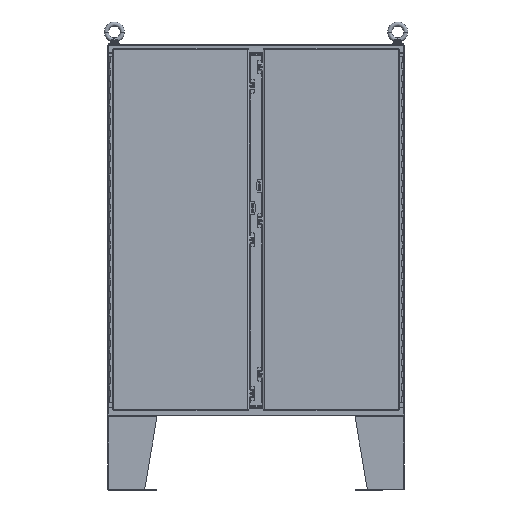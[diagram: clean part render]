
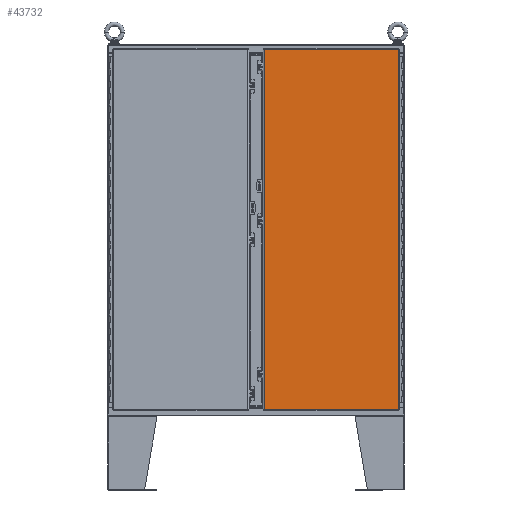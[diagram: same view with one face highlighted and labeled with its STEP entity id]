
A CAD part, front view. The second image highlights one B-rep face of the part: STEP entity #43732.
In plain terms, the highlighted planar face has unit normal (0, -1, 0).
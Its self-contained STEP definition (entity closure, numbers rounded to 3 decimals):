
#888 = DIRECTION ( 'NONE',  ( 0., 0., 1. ) ) ;
#6738 = ORIENTED_EDGE ( 'NONE', *, *, #26921, .F. ) ;
#6787 = FACE_OUTER_BOUND ( 'NONE', #82429, .T. ) ;
#15322 = CARTESIAN_POINT ( 'NONE',  ( 23.013, -11.78, 29.256 ) ) ;
#15472 = VERTEX_POINT ( 'NONE', #107464 ) ;
#15480 = CARTESIAN_POINT ( 'NONE',  ( 23.013, -11.78, -29.044 ) ) ;
#21675 = ORIENTED_EDGE ( 'NONE', *, *, #33783, .F. ) ;
#22827 = ORIENTED_EDGE ( 'NONE', *, *, #82537, .F. ) ;
#24177 = VECTOR ( 'NONE', #888, 39.37 ) ;
#26335 = DIRECTION ( 'NONE',  ( 1., 0., 0. ) ) ;
#26921 = EDGE_CURVE ( 'NONE', #15472, #62192, #33983, .T. ) ;
#31560 = VECTOR ( 'NONE', #87175, 39.37 ) ;
#32112 = PLANE ( 'NONE',  #84423 ) ;
#33783 = EDGE_CURVE ( 'NONE', #62192, #106049, #104867, .T. ) ;
#33983 = LINE ( 'NONE', #105748, #66260 ) ;
#34208 = EDGE_CURVE ( 'NONE', #82366, #15472, #109107, .T. ) ;
#40498 = ORIENTED_EDGE ( 'NONE', *, *, #34208, .F. ) ;
#43732 = ADVANCED_FACE ( 'NONE', ( #6787 ), #32112, .F. ) ;
#60295 = DIRECTION ( 'NONE',  ( 0., 0., -1. ) ) ;
#62192 = VERTEX_POINT ( 'NONE', #15322 ) ;
#64712 = LINE ( 'NONE', #100620, #111593 ) ;
#66260 = VECTOR ( 'NONE', #26335, 39.37 ) ;
#69488 = CARTESIAN_POINT ( 'NONE',  ( 1.299, -11.78, -29.045 ) ) ;
#79106 = DIRECTION ( 'NONE',  ( 0., 1., 0. ) ) ;
#81429 = CARTESIAN_POINT ( 'NONE',  ( 1.299, -11.78, -29.044 ) ) ;
#82366 = VERTEX_POINT ( 'NONE', #69488 ) ;
#82429 = EDGE_LOOP ( 'NONE', ( #6738, #40498, #22827, #21675 ) ) ;
#82537 = EDGE_CURVE ( 'NONE', #106049, #82366, #64712, .T. ) ;
#84423 = AXIS2_PLACEMENT_3D ( 'NONE', #105610, #79106, #60295 ) ;
#86525 = CARTESIAN_POINT ( 'NONE',  ( 23.013, -11.78, -29.044 ) ) ;
#87175 = DIRECTION ( 'NONE',  ( 0., 0., -1. ) ) ;
#89435 = DIRECTION ( 'NONE',  ( -1., 0., 0. ) ) ;
#100620 = CARTESIAN_POINT ( 'NONE',  ( 23.013, -11.78, -29.044 ) ) ;
#104867 = LINE ( 'NONE', #15480, #31560 ) ;
#105610 = CARTESIAN_POINT ( 'NONE',  ( 23.013, -11.78, -29.044 ) ) ;
#105748 = CARTESIAN_POINT ( 'NONE',  ( 23.013, -11.78, 29.256 ) ) ;
#106049 = VERTEX_POINT ( 'NONE', #86525 ) ;
#107464 = CARTESIAN_POINT ( 'NONE',  ( 1.299, -11.78, 29.256 ) ) ;
#109107 = LINE ( 'NONE', #81429, #24177 ) ;
#111593 = VECTOR ( 'NONE', #89435, 39.37 ) ;
